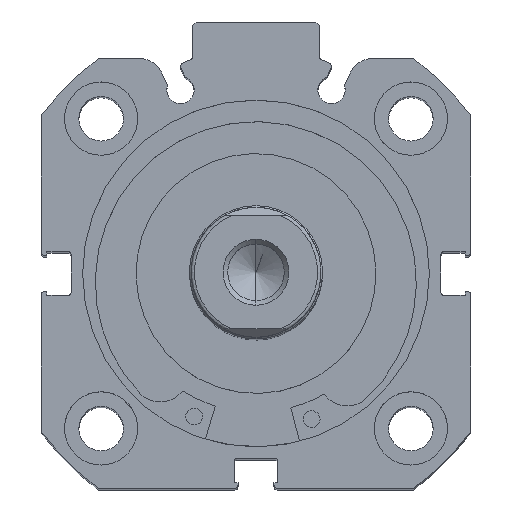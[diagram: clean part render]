
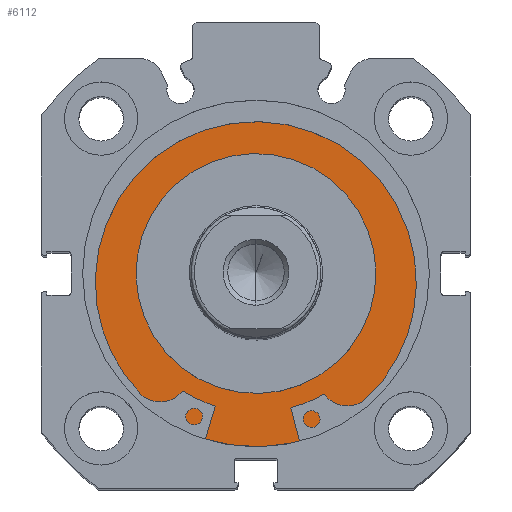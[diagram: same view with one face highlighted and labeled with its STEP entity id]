
A CAD part, top view. The second image highlights one B-rep face of the part: STEP entity #6112.
In plain terms, the highlighted face is planar.
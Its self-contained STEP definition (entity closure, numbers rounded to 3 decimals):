
#227 = AXIS2_PLACEMENT_3D ( 'NONE', #6967, #6968, #6969 ) ;
#229 = AXIS2_PLACEMENT_3D ( 'NONE', #6980, #6981, #6982 ) ;
#239 = AXIS2_PLACEMENT_3D ( 'NONE', #6997, #7003, #7004 ) ;
#240 = AXIS2_PLACEMENT_3D ( 'NONE', #7000, #7005, #7006 ) ;
#530 = AXIS2_PLACEMENT_3D ( 'NONE', #2163, #2165, #2166 ) ;
#1185 = FACE_BOUND ( 'NONE', #6192, .T. ) ;
#1196 = FACE_OUTER_BOUND ( 'NONE', #3259, .T. ) ;
#2163 = CARTESIAN_POINT ( 'NONE',  ( 3.5, 26., 0. ) ) ;
#2164 = PLANE ( 'NONE',  #530 ) ;
#2165 = DIRECTION ( 'NONE',  ( 1., 0., 0. ) ) ;
#2166 = DIRECTION ( 'NONE',  ( 0., 0., -1. ) ) ;
#2547 = CARTESIAN_POINT ( 'NONE',  ( 3.5, 0., -18. ) ) ;
#2614 = CARTESIAN_POINT ( 'NONE',  ( 3.5, 0., -26. ) ) ;
#2717 = VERTEX_POINT ( 'NONE', #2789 ) ;
#2771 = CARTESIAN_POINT ( 'NONE',  ( 3.5, 0., 26. ) ) ;
#2779 = VERTEX_POINT ( 'NONE', #2771 ) ;
#2789 = CARTESIAN_POINT ( 'NONE',  ( 3.5, 0., 18. ) ) ;
#2996 = VERTEX_POINT ( 'NONE', #2614 ) ;
#3060 = VERTEX_POINT ( 'NONE', #2547 ) ;
#3259 = EDGE_LOOP ( 'NONE', ( #5014, #5013 ) ) ;
#4109 = CIRCLE ( 'NONE', #227, 26. ) ;
#4118 = CIRCLE ( 'NONE', #229, 18. ) ;
#4128 = CIRCLE ( 'NONE', #239, 18. ) ;
#4129 = CIRCLE ( 'NONE', #240, 26. ) ;
#5013 = ORIENTED_EDGE ( 'NONE', *, *, #5419, .T. ) ;
#5014 = ORIENTED_EDGE ( 'NONE', *, *, #5404, .T. ) ;
#5015 = ORIENTED_EDGE ( 'NONE', *, *, #5418, .F. ) ;
#5016 = ORIENTED_EDGE ( 'NONE', *, *, #5410, .F. ) ;
#5404 = EDGE_CURVE ( 'NONE', #2779, #2996, #4109, .T. ) ;
#5410 = EDGE_CURVE ( 'NONE', #2717, #3060, #4118, .T. ) ;
#5418 = EDGE_CURVE ( 'NONE', #3060, #2717, #4128, .T. ) ;
#5419 = EDGE_CURVE ( 'NONE', #2996, #2779, #4129, .T. ) ;
#6112 = ADVANCED_FACE ( 'NONE', ( #1185, #1196 ), #2164, .F. ) ;
#6192 = EDGE_LOOP ( 'NONE', ( #5016, #5015 ) ) ;
#6967 = CARTESIAN_POINT ( 'NONE',  ( 3.5, 0., 0. ) ) ;
#6968 = DIRECTION ( 'NONE',  ( -1., 0., 0. ) ) ;
#6969 = DIRECTION ( 'NONE',  ( 0., 0., 1. ) ) ;
#6980 = CARTESIAN_POINT ( 'NONE',  ( 3.5, 0., 0. ) ) ;
#6981 = DIRECTION ( 'NONE',  ( -1., 0., 0. ) ) ;
#6982 = DIRECTION ( 'NONE',  ( 0., 0., 1. ) ) ;
#6997 = CARTESIAN_POINT ( 'NONE',  ( 3.5, 0., 0. ) ) ;
#7000 = CARTESIAN_POINT ( 'NONE',  ( 3.5, 0., 0. ) ) ;
#7003 = DIRECTION ( 'NONE',  ( -1., 0., 0. ) ) ;
#7004 = DIRECTION ( 'NONE',  ( 0., 0., 1. ) ) ;
#7005 = DIRECTION ( 'NONE',  ( -1., 0., 0. ) ) ;
#7006 = DIRECTION ( 'NONE',  ( 0., 0., 1. ) ) ;
